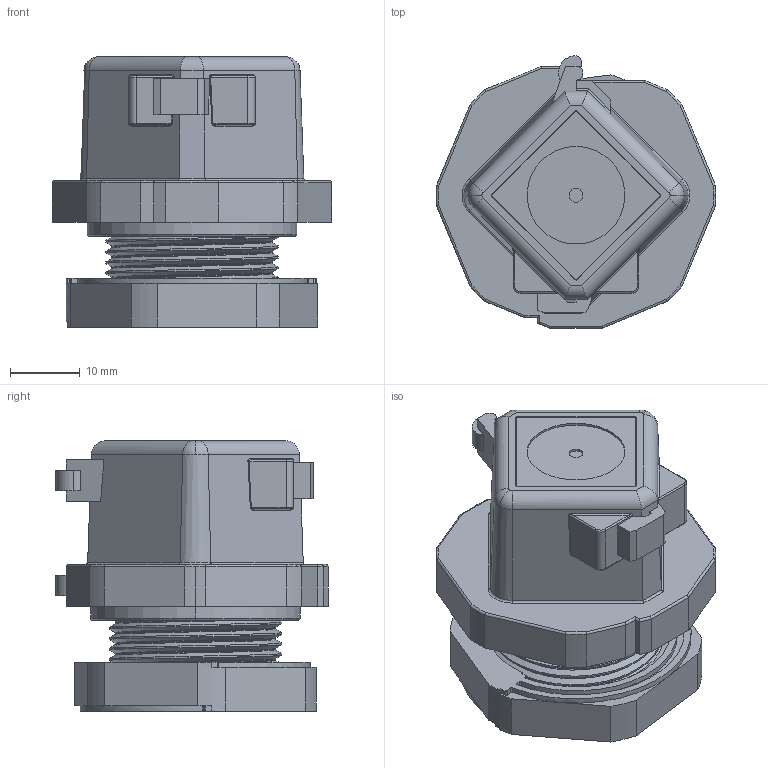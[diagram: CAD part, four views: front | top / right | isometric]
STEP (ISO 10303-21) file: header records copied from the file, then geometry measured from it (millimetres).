
FILE_DESCRIPTION (( 'STEP AP214' ), '1' );
FILE_NAME ('28611_4_KDS-KV_M25.STEP', '2017-09-07T08:16:42', ( '' ), ( '' ), 'SwSTEP 2.0', 'SolidWorks 2015', '' );
FILE_SCHEMA (( 'AUTOMOTIVE_DESIGN' ));
Length unit declared in the file: millimetre
Products named in the file (4): 28617.4_KDS-GM_25_BK 25 neutral; KDS-DE neutral; 28611_4_KDS-KV_M25
Assembly tree (3 placements, depth 2):
  28611_4_KDS-KV_M25
    28611_4_KDS-KV_M25
    KDS-DE neutral
    28617.4_KDS-GM_25_BK 25 neutral
Bounding box: 40 x 38.99 x 38.7 mm (x, y, z)
Volume: 21888.1 mm3; surface area: 13561.4 mm2
Topology: 3 solids, 3 shells, 395 faces, 1013 edges, 642 vertices
Faces by surface type: cylinder 180, plane 143, bspline 33, torus 30, cone 9
Entity records: 23786 total; most frequent: CARTESIAN_POINT 12862, ORIENTED_EDGE 2026, DIRECTION 1865, EDGE_CURVE 1013, AXIS2_PLACEMENT_3D 669, VERTEX_POINT 642, VECTOR 527, LINE 527
